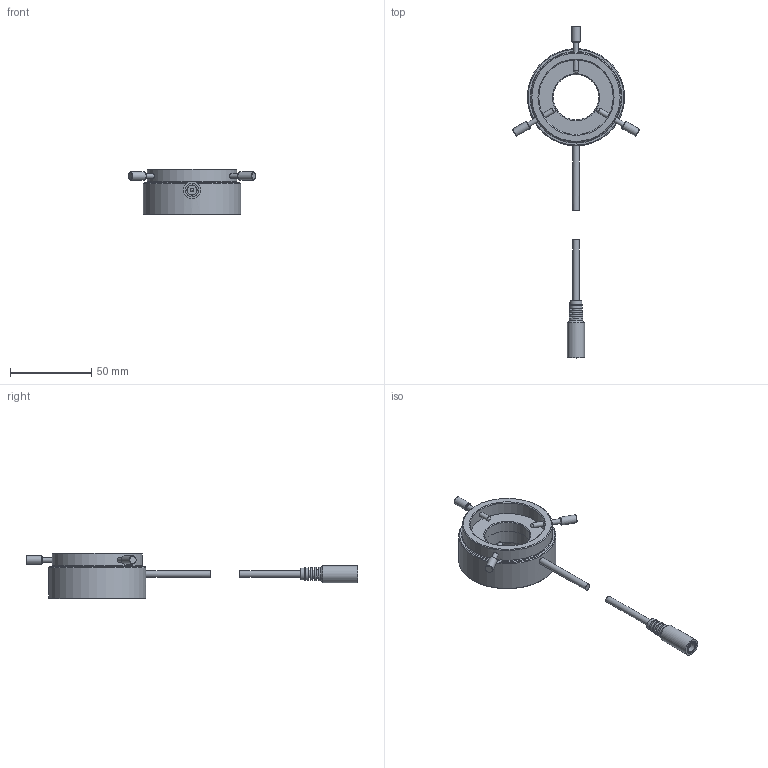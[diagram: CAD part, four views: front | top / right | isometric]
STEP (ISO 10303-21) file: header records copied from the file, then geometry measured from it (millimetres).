
FILE_DESCRIPTION(('STEP AP214'),'1');
FILE_NAME('LED-40K3.stp','2023-07-25T08:52:14',(' '),(' '),'Spatial InterOp 3D',' ',' ');
FILE_SCHEMA(('AUTOMOTIVE_DESIGN { 1 0 10303 214 1 1 1 1 }'));
Length unit declared in the file: metre
Products named in the file (3): LED-40K3; Component1; Component2
Assembly tree (2 placements, depth 2):
  LED-40K3
    Component1
    Component2
Bounding box: 78.42 x 204.83 x 28.2 mm (x, y, z)
Volume: 53190 mm3; surface area: 15828.1 mm2
Topology: 2 solids, 2 shells, 104 faces, 211 edges, 137 vertices
Faces by surface type: plane 54, cone 22, cylinder 21, bspline 3, torus 3, sphere 1
Full cylindrical faces by diameter (mm): 2.1 x1, 3 x6, 4 x2, 5 x3, 5.8 x1, 6.3 x1, 8 x1, 10.6 x1, 28 x1, 29 x1, 46 x1, 55.5 x1, 60 x1
Entity records: 3755 total; most frequent: CARTESIAN_POINT 839, DIRECTION 440, ORIENTED_EDGE 318, AXIS2_PLACEMENT_3D 192, EDGE_LOOP 174, EDGE_CURVE 159, FACE_OUTER_BOUND 131, VERTEX_POINT 127
